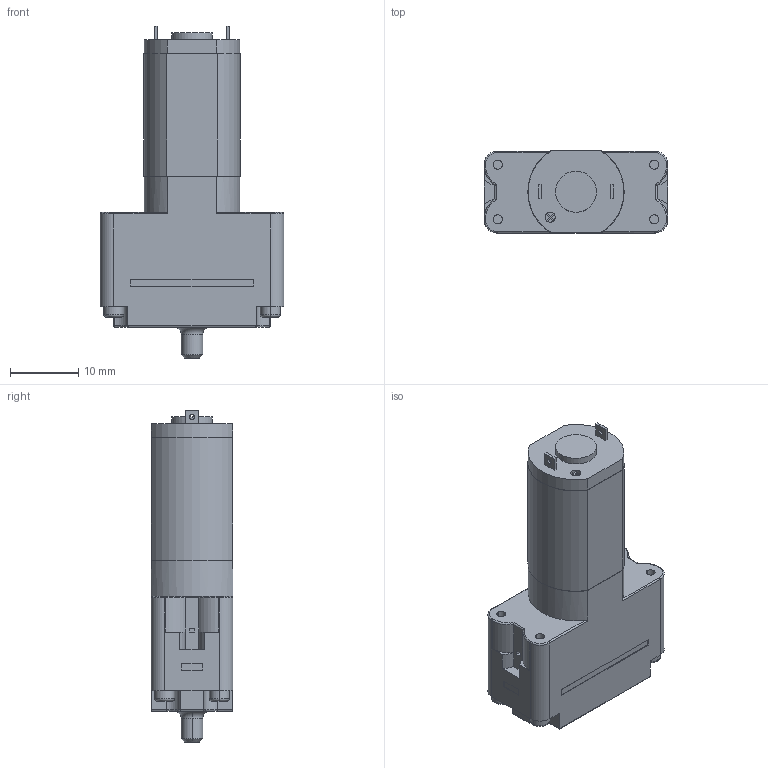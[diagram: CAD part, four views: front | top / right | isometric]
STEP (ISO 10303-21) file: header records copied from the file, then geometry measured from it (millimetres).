
FILE_DESCRIPTION((''),'2;1');
FILE_NAME('KPM14A_ASM','2018-03-23T',('wugt'),(''),'CREO PARAMETRIC BY PTC INC, 2015200','CREO PARAMETRIC BY PTC INC, 2015200','');
FILE_SCHEMA(('CONFIG_CONTROL_DESIGN'));
Length unit declared in the file: millimetre
Products named in the file (6): KPM14AMADA; 2_AF0; PM14ASC1; MADA1; PIN; KPM14A_ASM
Assembly tree (9 placements, depth 2):
  KPM14A_ASM
    KPM14AMADA
    2_AF0
    PM14ASC1  x4
    MADA1
    PIN  x2
Bounding box: 26.9 x 12 x 48.6 mm (x, y, z)
Volume: 8738.9 mm3; surface area: 4058.5 mm2
Topology: 9 solids, 9 shells, 257 faces, 618 edges, 396 vertices
Faces by surface type: plane 153, cylinder 80, torus 22, cone 2
Entity records: 5611 total; most frequent: CARTESIAN_POINT 1054, DIRECTION 958, ORIENTED_EDGE 888, EDGE_CURVE 444, AXIS2_PLACEMENT_3D 336, VECTOR 286, LINE 286, VERTEX_POINT 282
